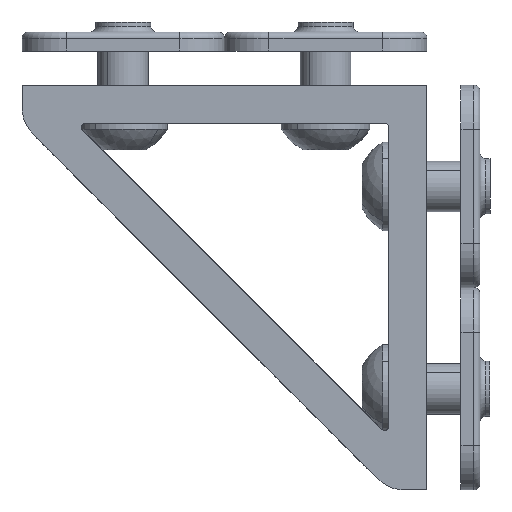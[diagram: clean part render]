
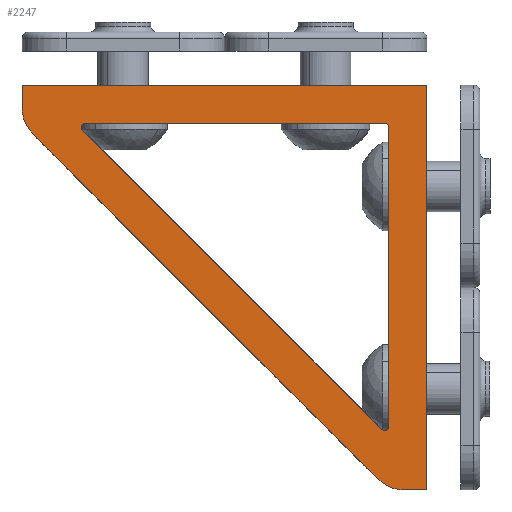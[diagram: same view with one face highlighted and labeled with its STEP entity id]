
A CAD part, left-side view. The second image highlights one B-rep face of the part: STEP entity #2247.
In plain terms, the highlighted planar face has unit normal (-1, 0, 0).
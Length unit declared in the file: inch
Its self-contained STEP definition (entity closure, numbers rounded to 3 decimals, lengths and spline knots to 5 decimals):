
#14 = ORIENTED_EDGE ( 'NONE', *, *, #2350, .F. ) ;
#84 = EDGE_CURVE ( 'NONE', #122, #2213, #255, .T. ) ;
#103 = ORIENTED_EDGE ( 'NONE', *, *, #84, .T. ) ;
#122 = VERTEX_POINT ( 'NONE', #804 ) ;
#128 = EDGE_CURVE ( 'NONE', #224, #2457, #868, .T. ) ;
#130 = EDGE_CURVE ( 'NONE', #261, #122, #893, .T. ) ;
#148 = ORIENTED_EDGE ( 'NONE', *, *, #130, .T. ) ;
#181 = CARTESIAN_POINT ( 'NONE',  ( -0.875, 1.69986, -0.22214 ) ) ;
#224 = VERTEX_POINT ( 'NONE', #1263 ) ;
#255 = LINE ( 'NONE', #256, #257 ) ;
#256 = CARTESIAN_POINT ( 'NONE',  ( -0.875, 0.188, -0.208 ) ) ;
#257 = VECTOR ( 'NONE', #258, 39.37008 ) ;
#258 = DIRECTION ( 'NONE',  ( 0., 0., -1. ) ) ;
#261 = VERTEX_POINT ( 'NONE', #1274 ) ;
#300 = CARTESIAN_POINT ( 'NONE',  ( -0.875, 1.68572, -0.188 ) ) ;
#399 = CARTESIAN_POINT ( 'NONE',  ( -0.875, 0.22214, -1.69986 ) ) ;
#479 = EDGE_CURVE ( 'NONE', #2558, #261, #3469, .T. ) ;
#491 = CIRCLE ( 'NONE', #492, 0.188 ) ;
#492 = AXIS2_PLACEMENT_3D ( 'NONE', #493, #494, #495 ) ;
#493 = CARTESIAN_POINT ( 'NONE',  ( -0.875, 1.812, -0.11 ) ) ;
#494 = DIRECTION ( 'NONE',  ( 1., 0., 0. ) ) ;
#495 = DIRECTION ( 'NONE',  ( 0., 0., -1. ) ) ;
#558 = LINE ( 'NONE', #559, #560 ) ;
#559 = CARTESIAN_POINT ( 'NONE',  ( -0.875, 0., 0. ) ) ;
#560 = VECTOR ( 'NONE', #561, 39.37008 ) ;
#561 = DIRECTION ( 'NONE',  ( 0., 0., -1. ) ) ;
#582 = CARTESIAN_POINT ( 'NONE',  ( -0.875, 0.208, -1.70572 ) ) ;
#627 = CARTESIAN_POINT ( 'NONE',  ( -0.875, 2., -0.11 ) ) ;
#671 = CARTESIAN_POINT ( 'NONE',  ( -0.875, 0.24294, -1.94494 ) ) ;
#672 = LINE ( 'NONE', #673, #674 ) ;
#673 = CARTESIAN_POINT ( 'NONE',  ( -0.875, 2., 0. ) ) ;
#674 = VECTOR ( 'NONE', #676, 39.37008 ) ;
#676 = DIRECTION ( 'NONE',  ( 0., -1., 0. ) ) ;
#690 = CIRCLE ( 'NONE', #691, 0.188 ) ;
#691 = AXIS2_PLACEMENT_3D ( 'NONE', #692, #693, #694 ) ;
#692 = CARTESIAN_POINT ( 'NONE',  ( -0.875, 0.11, -1.812 ) ) ;
#693 = DIRECTION ( 'NONE',  ( 1., 0., 0. ) ) ;
#694 = DIRECTION ( 'NONE',  ( 0., 0., -1. ) ) ;
#705 = CIRCLE ( 'NONE', #706, 0.02 ) ;
#706 = AXIS2_PLACEMENT_3D ( 'NONE', #707, #711, #712 ) ;
#707 = CARTESIAN_POINT ( 'NONE',  ( -0.875, 0.208, -1.68572 ) ) ;
#711 = DIRECTION ( 'NONE',  ( 1., 0., 0. ) ) ;
#712 = DIRECTION ( 'NONE',  ( 0., 0., -1. ) ) ;
#804 = CARTESIAN_POINT ( 'NONE',  ( -0.875, 0.188, -0.208 ) ) ;
#833 = ORIENTED_EDGE ( 'NONE', *, *, #479, .T. ) ;
#868 = LINE ( 'NONE', #869, #870 ) ;
#869 = CARTESIAN_POINT ( 'NONE',  ( -0.875, 0., -2. ) ) ;
#870 = VECTOR ( 'NONE', #871, 39.37008 ) ;
#871 = DIRECTION ( 'NONE',  ( 0., 1., 0. ) ) ;
#893 = CIRCLE ( 'NONE', #894, 0.02 ) ;
#894 = AXIS2_PLACEMENT_3D ( 'NONE', #895, #896, #897 ) ;
#895 = CARTESIAN_POINT ( 'NONE',  ( -0.875, 0.208, -0.208 ) ) ;
#896 = DIRECTION ( 'NONE',  ( 1., 0., 0. ) ) ;
#897 = DIRECTION ( 'NONE',  ( 0., 0., -1. ) ) ;
#1003 = CIRCLE ( 'NONE', #1004, 0.02 ) ;
#1004 = AXIS2_PLACEMENT_3D ( 'NONE', #1005, #1006, #1007 ) ;
#1005 = CARTESIAN_POINT ( 'NONE',  ( -0.875, 1.68572, -0.208 ) ) ;
#1006 = DIRECTION ( 'NONE',  ( 1., 0., 0. ) ) ;
#1007 = DIRECTION ( 'NONE',  ( 0., 0., -1. ) ) ;
#1011 = EDGE_CURVE ( 'NONE', #1873, #224, #558, .T. ) ;
#1044 = CARTESIAN_POINT ( 'NONE',  ( -0.875, 0.11, -2. ) ) ;
#1178 = CARTESIAN_POINT ( 'NONE',  ( -0.875, 1.94494, -0.24294 ) ) ;
#1263 = CARTESIAN_POINT ( 'NONE',  ( -0.875, 0., -2. ) ) ;
#1274 = CARTESIAN_POINT ( 'NONE',  ( -0.875, 0.208, -0.188 ) ) ;
#1296 = LINE ( 'NONE', #1297, #1298 ) ;
#1297 = CARTESIAN_POINT ( 'NONE',  ( -0.875, 1.94494, -0.24294 ) ) ;
#1298 = VECTOR ( 'NONE', #1299, 39.37008 ) ;
#1299 = DIRECTION ( 'NONE',  ( 0., 0.707, 0.707 ) ) ;
#1325 = ORIENTED_EDGE ( 'NONE', *, *, #2445, .T. ) ;
#1834 = ORIENTED_EDGE ( 'NONE', *, *, #2651, .T. ) ;
#1873 = VERTEX_POINT ( 'NONE', #3007 ) ;
#2213 = VERTEX_POINT ( 'NONE', #3203 ) ;
#2215 = EDGE_LOOP ( 'NONE', ( #1834, #1325, #833, #148, #103, #2667, #2634 ) ) ;
#2221 = VERTEX_POINT ( 'NONE', #3232 ) ;
#2241 = EDGE_CURVE ( 'NONE', #2213, #2737, #3297, .T. ) ;
#2247 = ADVANCED_FACE ( 'NONE', ( #3332, #3333 ), #3334, .F. ) ;
#2253 = EDGE_CURVE ( 'NONE', #2337, #2221, #3354, .T. ) ;
#2301 = ORIENTED_EDGE ( 'NONE', *, *, #1011, .F. ) ;
#2337 = VERTEX_POINT ( 'NONE', #627 ) ;
#2350 = EDGE_CURVE ( 'NONE', #2221, #1873, #672, .T. ) ;
#2354 = EDGE_CURVE ( 'NONE', #2457, #2600, #690, .T. ) ;
#2358 = ORIENTED_EDGE ( 'NONE', *, *, #128, .F. ) ;
#2421 = ORIENTED_EDGE ( 'NONE', *, *, #2354, .F. ) ;
#2445 = EDGE_CURVE ( 'NONE', #2700, #2558, #1003, .T. ) ;
#2457 = VERTEX_POINT ( 'NONE', #1044 ) ;
#2473 = ORIENTED_EDGE ( 'NONE', *, *, #2518, .F. ) ;
#2493 = VERTEX_POINT ( 'NONE', #1178 ) ;
#2518 = EDGE_CURVE ( 'NONE', #2600, #2493, #1296, .T. ) ;
#2533 = ORIENTED_EDGE ( 'NONE', *, *, #2728, .F. ) ;
#2558 = VERTEX_POINT ( 'NONE', #300 ) ;
#2584 = ORIENTED_EDGE ( 'NONE', *, *, #2253, .F. ) ;
#2600 = VERTEX_POINT ( 'NONE', #671 ) ;
#2624 = EDGE_LOOP ( 'NONE', ( #2584, #2533, #2473, #2421, #2358, #2301, #14 ) ) ;
#2634 = ORIENTED_EDGE ( 'NONE', *, *, #2745, .T. ) ;
#2651 = EDGE_CURVE ( 'NONE', #2724, #2700, #3041, .T. ) ;
#2667 = ORIENTED_EDGE ( 'NONE', *, *, #2241, .T. ) ;
#2700 = VERTEX_POINT ( 'NONE', #181 ) ;
#2724 = VERTEX_POINT ( 'NONE', #399 ) ;
#2728 = EDGE_CURVE ( 'NONE', #2493, #2337, #491, .T. ) ;
#2737 = VERTEX_POINT ( 'NONE', #582 ) ;
#2745 = EDGE_CURVE ( 'NONE', #2737, #2724, #705, .T. ) ;
#3007 = CARTESIAN_POINT ( 'NONE',  ( -0.875, 0., 0. ) ) ;
#3041 = LINE ( 'NONE', #3042, #3043 ) ;
#3042 = CARTESIAN_POINT ( 'NONE',  ( -0.875, 1.69986, -0.22214 ) ) ;
#3043 = VECTOR ( 'NONE', #3044, 39.37008 ) ;
#3044 = DIRECTION ( 'NONE',  ( 0., 0.707, 0.707 ) ) ;
#3203 = CARTESIAN_POINT ( 'NONE',  ( -0.875, 0.188, -1.68572 ) ) ;
#3232 = CARTESIAN_POINT ( 'NONE',  ( -0.875, 2., 0. ) ) ;
#3297 = CIRCLE ( 'NONE', #3298, 0.02 ) ;
#3298 = AXIS2_PLACEMENT_3D ( 'NONE', #3299, #3300, #3301 ) ;
#3299 = CARTESIAN_POINT ( 'NONE',  ( -0.875, 0.208, -1.68572 ) ) ;
#3300 = DIRECTION ( 'NONE',  ( 1., 0., 0. ) ) ;
#3301 = DIRECTION ( 'NONE',  ( 0., 0., -1. ) ) ;
#3332 = FACE_BOUND ( 'NONE', #2215, .T. ) ;
#3333 = FACE_OUTER_BOUND ( 'NONE', #2624, .T. ) ;
#3334 = PLANE ( 'NONE',  #3335 ) ;
#3335 = AXIS2_PLACEMENT_3D ( 'NONE', #3336, #3337, #3338 ) ;
#3336 = CARTESIAN_POINT ( 'NONE',  ( -0.875, 0.11, -1.812 ) ) ;
#3337 = DIRECTION ( 'NONE',  ( 1., 0., 0. ) ) ;
#3338 = DIRECTION ( 'NONE',  ( 0., 0., -1. ) ) ;
#3354 = LINE ( 'NONE', #3355, #3356 ) ;
#3355 = CARTESIAN_POINT ( 'NONE',  ( -0.875, 2., -0.11 ) ) ;
#3356 = VECTOR ( 'NONE', #3357, 39.37008 ) ;
#3357 = DIRECTION ( 'NONE',  ( 0., 0., 1. ) ) ;
#3469 = LINE ( 'NONE', #3470, #3471 ) ;
#3470 = CARTESIAN_POINT ( 'NONE',  ( -0.875, 1.68572, -0.188 ) ) ;
#3471 = VECTOR ( 'NONE', #3472, 39.37008 ) ;
#3472 = DIRECTION ( 'NONE',  ( 0., -1., 0. ) ) ;
